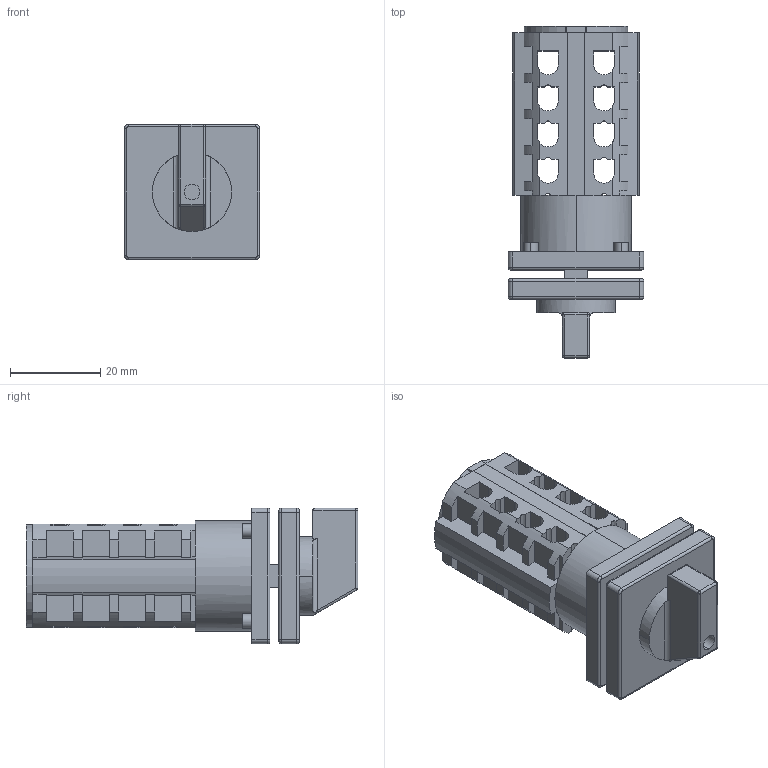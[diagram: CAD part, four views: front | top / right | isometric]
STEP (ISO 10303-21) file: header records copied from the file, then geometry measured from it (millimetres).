
FILE_DESCRIPTION((''),'2;1');
FILE_NAME('LW26-104','2023-04-20T',('xiaokai.shi'),(''),'PRO/ENGINEER BY PARAMETRIC TECHNOLOGY CORPORATION, 2015440','PRO/ENGINEER BY PARAMETRIC TECHNOLOGY CORPORATION, 2015440','');
FILE_SCHEMA(('CONFIG_CONTROL_DESIGN'));
Length unit declared in the file: millimetre
Products named in the file (1): LW26-104
Bounding box: 30 x 73.5 x 30 mm (x, y, z)
Surface area: 16083.1 mm2 (no closed solid volume)
Topology: 0 solids, 5 shells, 367 faces, 1078 edges, 698 vertices
Faces by surface type: plane 246, cylinder 94, torus 12, extrusion 8, sphere 5, bspline 2
Entity records: 12824 total; most frequent: CARTESIAN_POINT 2827, ORIENTED_EDGE 2156, DIRECTION 2023, EDGE_CURVE 1078, VECTOR 741, LINE 733, VERTEX_POINT 698, AXIS2_PLACEMENT_3D 641
